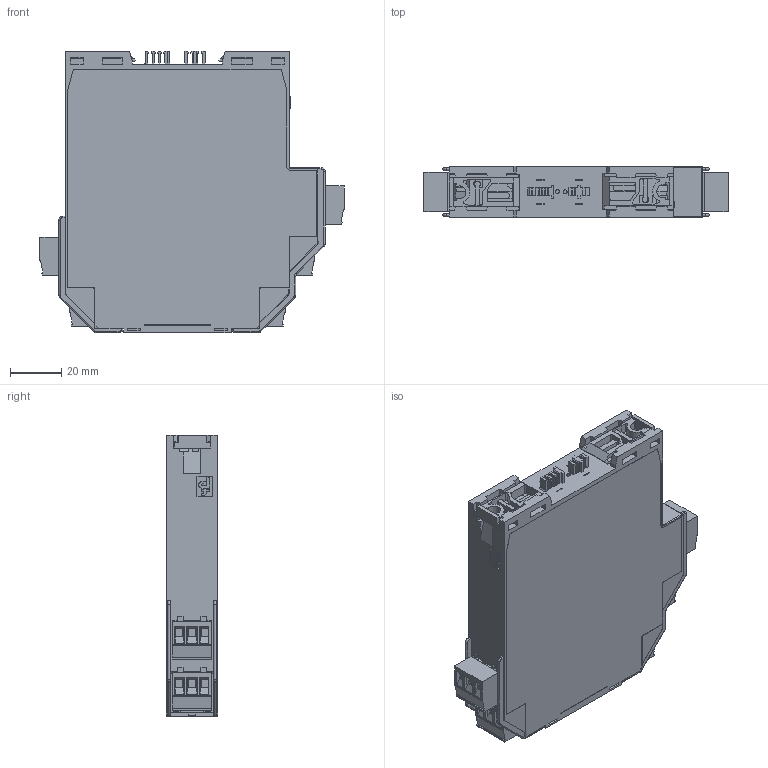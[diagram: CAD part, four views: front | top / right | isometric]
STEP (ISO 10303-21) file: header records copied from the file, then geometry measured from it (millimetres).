
FILE_DESCRIPTION((''),'2;1');
FILE_NAME('CAD-7210_SCHRUMPF_ASM','2021-04-06T12:08:37',('creinig-se'),(''),'CREO PARAMETRIC BY PTC INC, 2019292','CREO PARAMETRIC BY PTC INC, 2019292','');
FILE_SCHEMA(('CONFIG_CONTROL_DESIGN','SHAPE_APPEARANCE_LAYERS_GROUPS'));
Length unit declared in the file: millimetre
Products named in the file (4): CAD-7210_SW0001_TEILW; CAD-7210_K-SYS-FIXING-STRAP; CAD-7210_MSTB_2_5-HC-3-ST-5; CAD-7210_SCHRUMPF_ASM
Assembly tree (8 placements, depth 2):
  CAD-7210_SCHRUMPF_ASM
    CAD-7210_SW0001_TEILW
    CAD-7210_K-SYS-FIXING-STRAP  x2
    CAD-7210_MSTB_2_5-HC-3-ST-5  x5
Bounding box: 118.8 x 20 x 110 mm (x, y, z)
Volume: 197238.8 mm3; surface area: 43731.9 mm2
Topology: 8 solids, 8 shells, 2383 faces, 6687 edges, 4267 vertices
Faces by surface type: plane 1773, cylinder 484, bspline 102, torus 24
Entity records: 53455 total; most frequent: CARTESIAN_POINT 9065, ORIENTED_EDGE 7486, DIRECTION 6953, EDGE_CURVE 3743, VECTOR 3077, LINE 3077, VERTEX_POINT 2434, AXIS2_PLACEMENT_3D 1938
